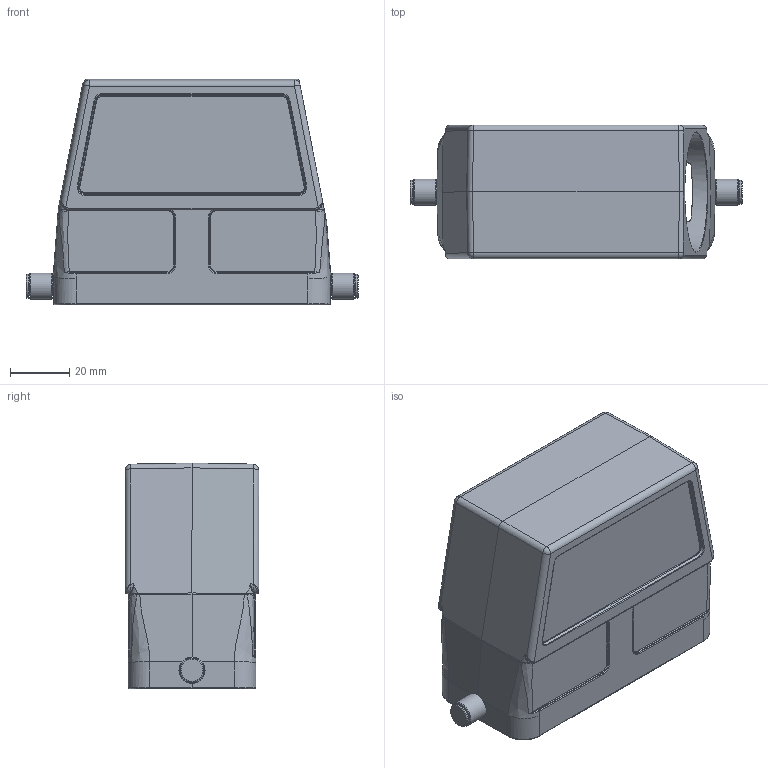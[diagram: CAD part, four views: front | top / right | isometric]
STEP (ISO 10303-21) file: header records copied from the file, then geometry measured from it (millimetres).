
FILE_DESCRIPTION(/* description */ (''),/* implementation_level */ '2;1');
FILE_NAME(/* name */ '100095016ugm000_d.stp',/* time_stamp */ '2017-10-27T11:24:14+02:00',/* author */ (''),/* organization */ (''),/* preprocessor_version */ 'ST-DEVELOPER v16',/* originating_system */ 'SIEMENS PLM Software NX 10.0',/* authorisation */ '');
FILE_SCHEMA (('AUTOMOTIVE_DESIGN { 1 0 10303 214 3 1 1 1 }'));
Length unit declared in the file: millimetre
Products named in the file (1): 100095016ugm000_d
Bounding box: 111.7 x 45 x 76 mm (x, y, z)
Volume: 77382.7 mm3; surface area: 41688.1 mm2
Topology: 1 solids, 1 shells, 540 faces, 1672 edges, 1478 vertices
Faces by surface type: plane 181, cylinder 133, bspline 118, torus 51, cone 51, sphere 6
Full cylindrical faces by diameter (mm): 2.05 x2, 3 x4, 4 x2, 5.1 x2, 8 x2, 8.8 x2, 40 x1
Entity records: 22781 total; most frequent: CARTESIAN_POINT 8086, ORIENTED_EDGE 2508, DIRECTION 2401, EDGE_CURVE 1254, AXIS2_PLACEMENT_3D 882, VERTEX_POINT 784, LINE 637, VECTOR 637
